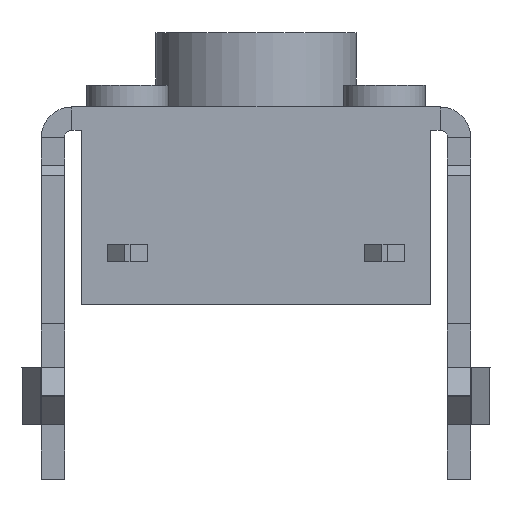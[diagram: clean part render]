
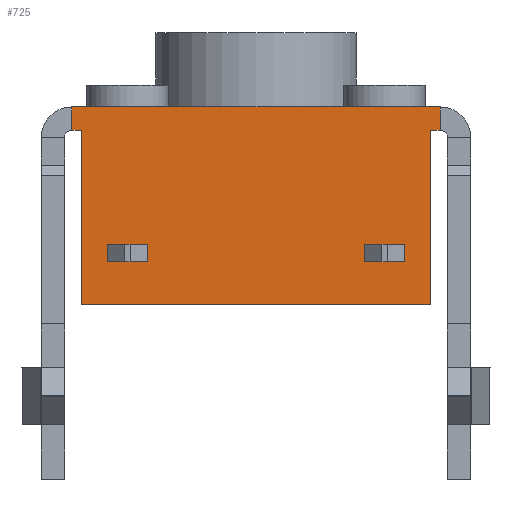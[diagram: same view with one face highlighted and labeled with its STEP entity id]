
A CAD part, front view. The second image highlights one B-rep face of the part: STEP entity #725.
In plain terms, the highlighted planar face has unit normal (0, -1, 0).
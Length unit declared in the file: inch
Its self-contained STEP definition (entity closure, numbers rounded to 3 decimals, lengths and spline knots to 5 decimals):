
#445 = VERTEX_POINT ( 'NONE', #2272 ) ;
#446 = VERTEX_POINT ( 'NONE', #2271 ) ;
#447 = ORIENTED_EDGE ( 'NONE', *, *, #448, .T. ) ;
#448 = EDGE_CURVE ( 'NONE', #445, #449, #2270, .T. ) ;
#449 = VERTEX_POINT ( 'NONE', #2266 ) ;
#467 = VERTEX_POINT ( 'NONE', #2293 ) ;
#469 = EDGE_CURVE ( 'NONE', #470, #467, #2292, .T. ) ;
#470 = VERTEX_POINT ( 'NONE', #2369 ) ;
#515 = ORIENTED_EDGE ( 'NONE', *, *, #1035, .F. ) ;
#516 = VERTEX_POINT ( 'NONE', #2481 ) ;
#725 = ADVANCED_FACE ( 'NONE', ( #2637, #2636, #2635 ), #2634, .F. ) ;
#726 = EDGE_LOOP ( 'NONE', ( #727, #447, #830, #944 ) ) ;
#727 = ORIENTED_EDGE ( 'NONE', *, *, #728, .F. ) ;
#728 = EDGE_CURVE ( 'NONE', #445, #446, #2629, .T. ) ;
#817 = VERTEX_POINT ( 'NONE', #3081 ) ;
#818 = EDGE_CURVE ( 'NONE', #449, #817, #3080, .T. ) ;
#819 = ORIENTED_EDGE ( 'NONE', *, *, #469, .T. ) ;
#820 = ORIENTED_EDGE ( 'NONE', *, *, #837, .T. ) ;
#821 = VERTEX_POINT ( 'NONE', #3044 ) ;
#822 = EDGE_LOOP ( 'NONE', ( #819, #820, #838, #949, #826, #831, #945, #872 ) ) ;
#823 = EDGE_CURVE ( 'NONE', #1033, #828, #3043, .T. ) ;
#824 = EDGE_CURVE ( 'NONE', #470, #1034, #3039, .T. ) ;
#825 = EDGE_CURVE ( 'NONE', #950, #948, #3035, .T. ) ;
#826 = ORIENTED_EDGE ( 'NONE', *, *, #827, .F. ) ;
#827 = EDGE_CURVE ( 'NONE', #1030, #950, #3031, .T. ) ;
#828 = VERTEX_POINT ( 'NONE', #3027 ) ;
#829 = EDGE_CURVE ( 'NONE', #446, #817, #3026, .T. ) ;
#830 = ORIENTED_EDGE ( 'NONE', *, *, #818, .T. ) ;
#831 = ORIENTED_EDGE ( 'NONE', *, *, #832, .T. ) ;
#832 = EDGE_CURVE ( 'NONE', #1030, #833, #3022, .T. ) ;
#833 = VERTEX_POINT ( 'NONE', #3018 ) ;
#835 = VERTEX_POINT ( 'NONE', #2993 ) ;
#836 = ORIENTED_EDGE ( 'NONE', *, *, #1031, .T. ) ;
#837 = EDGE_CURVE ( 'NONE', #467, #821, #2992, .T. ) ;
#838 = ORIENTED_EDGE ( 'NONE', *, *, #947, .T. ) ;
#872 = ORIENTED_EDGE ( 'NONE', *, *, #824, .F. ) ;
#944 = ORIENTED_EDGE ( 'NONE', *, *, #829, .F. ) ;
#945 = ORIENTED_EDGE ( 'NONE', *, *, #946, .F. ) ;
#946 = EDGE_CURVE ( 'NONE', #1034, #833, #3296, .T. ) ;
#947 = EDGE_CURVE ( 'NONE', #821, #948, #3292, .T. ) ;
#948 = VERTEX_POINT ( 'NONE', #3288 ) ;
#949 = ORIENTED_EDGE ( 'NONE', *, *, #825, .F. ) ;
#950 = VERTEX_POINT ( 'NONE', #3348 ) ;
#985 = EDGE_LOOP ( 'NONE', ( #991, #515, #1032, #836 ) ) ;
#986 = EDGE_CURVE ( 'NONE', #516, #835, #3109, .T. ) ;
#991 = ORIENTED_EDGE ( 'NONE', *, *, #986, .F. ) ;
#1030 = VERTEX_POINT ( 'NONE', #3603 ) ;
#1031 = EDGE_CURVE ( 'NONE', #828, #835, #3462, .T. ) ;
#1032 = ORIENTED_EDGE ( 'NONE', *, *, #823, .T. ) ;
#1033 = VERTEX_POINT ( 'NONE', #3499 ) ;
#1034 = VERTEX_POINT ( 'NONE', #3498 ) ;
#1035 = EDGE_CURVE ( 'NONE', #1033, #516, #3497, .T. ) ;
#2266 = CARTESIAN_POINT ( 'NONE',  ( 0.10236, 0.03153, 0.00591 ) ) ;
#2267 = DIRECTION ( 'NONE',  ( 1., 0., 0. ) ) ;
#2268 = VECTOR ( 'NONE', #2267, 39.37008 ) ;
#2269 = CARTESIAN_POINT ( 'NONE',  ( 0.10236, 0.03153, 0.00591 ) ) ;
#2270 = LINE ( 'NONE', #2269, #2268 ) ;
#2271 = CARTESIAN_POINT ( 'NONE',  ( 0.0748, 0.03153, -0.00591 ) ) ;
#2272 = CARTESIAN_POINT ( 'NONE',  ( 0.0748, 0.03153, 0.00591 ) ) ;
#2289 = DIRECTION ( 'NONE',  ( 0., 0., 1. ) ) ;
#2290 = VECTOR ( 'NONE', #2289, 39.37008 ) ;
#2291 = CARTESIAN_POINT ( 'NONE',  ( 0.12, 0.03153, -0.03561 ) ) ;
#2292 = LINE ( 'NONE', #2291, #2290 ) ;
#2293 = CARTESIAN_POINT ( 'NONE',  ( 0.12, 0.03153, 0.08439 ) ) ;
#2369 = CARTESIAN_POINT ( 'NONE',  ( 0.12, 0.03153, -0.03561 ) ) ;
#2481 = CARTESIAN_POINT ( 'NONE',  ( -0.10236, 0.03153, 0.00591 ) ) ;
#2626 = DIRECTION ( 'NONE',  ( 0., 0., -1. ) ) ;
#2627 = VECTOR ( 'NONE', #2626, 39.37008 ) ;
#2628 = CARTESIAN_POINT ( 'NONE',  ( 0.0748, 0.03153, 0.00591 ) ) ;
#2629 = LINE ( 'NONE', #2628, #2627 ) ;
#2630 = DIRECTION ( 'NONE',  ( 0., 0., 1. ) ) ;
#2631 = DIRECTION ( 'NONE',  ( 0., 1., 0. ) ) ;
#2632 = CARTESIAN_POINT ( 'NONE',  ( 0.12, 0.03153, -0.03561 ) ) ;
#2633 = AXIS2_PLACEMENT_3D ( 'NONE', #2632, #2631, #2630 ) ;
#2634 = PLANE ( 'NONE',  #2633 ) ;
#2635 = FACE_OUTER_BOUND ( 'NONE', #822, .T. ) ;
#2636 = FACE_BOUND ( 'NONE', #985, .T. ) ;
#2637 = FACE_BOUND ( 'NONE', #726, .T. ) ;
#2894 = DIRECTION ( 'NONE',  ( 1., 0., 0. ) ) ;
#2990 = VECTOR ( 'NONE', #2894, 39.37008 ) ;
#2991 = CARTESIAN_POINT ( 'NONE',  ( -0.12664, 0.03153, 0.08439 ) ) ;
#2992 = LINE ( 'NONE', #2991, #2990 ) ;
#2993 = CARTESIAN_POINT ( 'NONE',  ( -0.10236, 0.03153, -0.00591 ) ) ;
#3018 = CARTESIAN_POINT ( 'NONE',  ( -0.12, 0.03153, 0.08439 ) ) ;
#3019 = DIRECTION ( 'NONE',  ( 1., 0., 0. ) ) ;
#3020 = VECTOR ( 'NONE', #3019, 39.37008 ) ;
#3021 = CARTESIAN_POINT ( 'NONE',  ( -0.12664, 0.03153, 0.08439 ) ) ;
#3022 = LINE ( 'NONE', #3021, #3020 ) ;
#3023 = DIRECTION ( 'NONE',  ( 1., 0., 0. ) ) ;
#3024 = VECTOR ( 'NONE', #3023, 39.37008 ) ;
#3025 = CARTESIAN_POINT ( 'NONE',  ( 0.10236, 0.03153, -0.00591 ) ) ;
#3026 = LINE ( 'NONE', #3025, #3024 ) ;
#3027 = CARTESIAN_POINT ( 'NONE',  ( -0.0748, 0.03153, -0.00591 ) ) ;
#3028 = DIRECTION ( 'NONE',  ( 0., 0., 1. ) ) ;
#3029 = VECTOR ( 'NONE', #3028, 39.37008 ) ;
#3030 = CARTESIAN_POINT ( 'NONE',  ( -0.12664, 0.03153, 0.08439 ) ) ;
#3031 = LINE ( 'NONE', #3030, #3029 ) ;
#3032 = DIRECTION ( 'NONE',  ( 1., 0., 0. ) ) ;
#3033 = VECTOR ( 'NONE', #3032, 39.37008 ) ;
#3034 = CARTESIAN_POINT ( 'NONE',  ( -0.12664, 0.03153, 0.10039 ) ) ;
#3035 = LINE ( 'NONE', #3034, #3033 ) ;
#3036 = DIRECTION ( 'NONE',  ( -1., 0., 0. ) ) ;
#3037 = VECTOR ( 'NONE', #3036, 39.37008 ) ;
#3038 = CARTESIAN_POINT ( 'NONE',  ( 0.12, 0.03153, -0.03561 ) ) ;
#3039 = LINE ( 'NONE', #3038, #3037 ) ;
#3040 = DIRECTION ( 'NONE',  ( 0., 0., -1. ) ) ;
#3041 = VECTOR ( 'NONE', #3040, 39.37008 ) ;
#3042 = CARTESIAN_POINT ( 'NONE',  ( -0.0748, 0.03153, 0.00591 ) ) ;
#3043 = LINE ( 'NONE', #3042, #3041 ) ;
#3044 = CARTESIAN_POINT ( 'NONE',  ( 0.12664, 0.03153, 0.08439 ) ) ;
#3077 = DIRECTION ( 'NONE',  ( 0., 0., -1. ) ) ;
#3078 = VECTOR ( 'NONE', #3077, 39.37008 ) ;
#3079 = CARTESIAN_POINT ( 'NONE',  ( 0.10236, 0.03153, 0.00591 ) ) ;
#3080 = LINE ( 'NONE', #3079, #3078 ) ;
#3081 = CARTESIAN_POINT ( 'NONE',  ( 0.10236, 0.03153, -0.00591 ) ) ;
#3109 = LINE ( 'NONE', #3166, #3165 ) ;
#3164 = DIRECTION ( 'NONE',  ( 0., 0., -1. ) ) ;
#3165 = VECTOR ( 'NONE', #3164, 39.37008 ) ;
#3166 = CARTESIAN_POINT ( 'NONE',  ( -0.10236, 0.03153, 0.00591 ) ) ;
#3288 = CARTESIAN_POINT ( 'NONE',  ( 0.12664, 0.03153, 0.10039 ) ) ;
#3289 = DIRECTION ( 'NONE',  ( 0., 0., 1. ) ) ;
#3290 = VECTOR ( 'NONE', #3289, 39.37008 ) ;
#3291 = CARTESIAN_POINT ( 'NONE',  ( 0.12664, 0.03153, 0.08439 ) ) ;
#3292 = LINE ( 'NONE', #3291, #3290 ) ;
#3293 = DIRECTION ( 'NONE',  ( 0., 0., 1. ) ) ;
#3294 = VECTOR ( 'NONE', #3293, 39.37008 ) ;
#3295 = CARTESIAN_POINT ( 'NONE',  ( -0.12, 0.03153, -0.03561 ) ) ;
#3296 = LINE ( 'NONE', #3295, #3294 ) ;
#3348 = CARTESIAN_POINT ( 'NONE',  ( -0.12664, 0.03153, 0.10039 ) ) ;
#3459 = DIRECTION ( 'NONE',  ( -1., 0., 0. ) ) ;
#3460 = VECTOR ( 'NONE', #3459, 39.37008 ) ;
#3461 = CARTESIAN_POINT ( 'NONE',  ( -0.10236, 0.03153, -0.00591 ) ) ;
#3462 = LINE ( 'NONE', #3461, #3460 ) ;
#3497 = LINE ( 'NONE', #3599, #3598 ) ;
#3498 = CARTESIAN_POINT ( 'NONE',  ( -0.12, 0.03153, -0.03561 ) ) ;
#3499 = CARTESIAN_POINT ( 'NONE',  ( -0.0748, 0.03153, 0.00591 ) ) ;
#3597 = DIRECTION ( 'NONE',  ( -1., 0., 0. ) ) ;
#3598 = VECTOR ( 'NONE', #3597, 39.37008 ) ;
#3599 = CARTESIAN_POINT ( 'NONE',  ( -0.10236, 0.03153, 0.00591 ) ) ;
#3603 = CARTESIAN_POINT ( 'NONE',  ( -0.12664, 0.03153, 0.08439 ) ) ;
